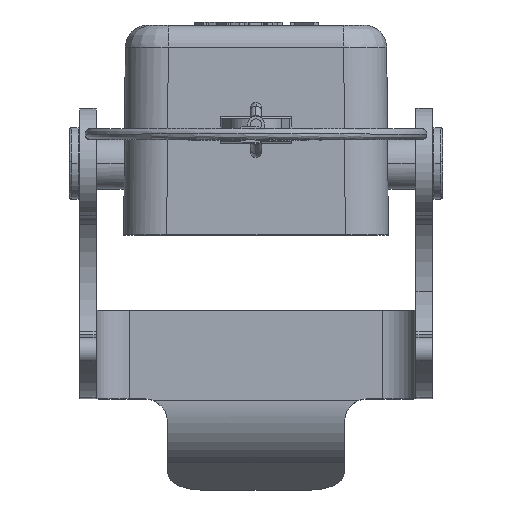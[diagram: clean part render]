
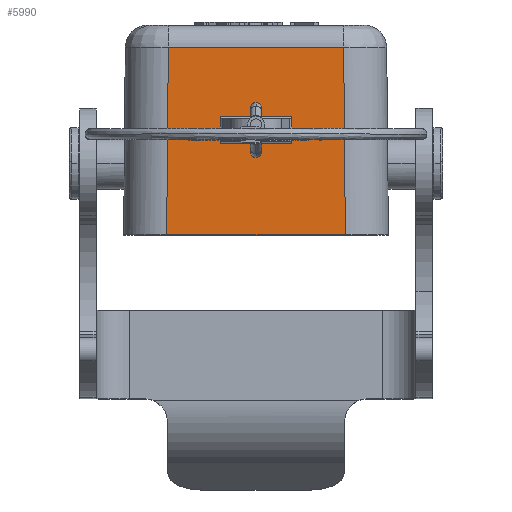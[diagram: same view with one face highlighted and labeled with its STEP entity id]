
A CAD part, top view. The second image highlights one B-rep face of the part: STEP entity #5990.
In plain terms, the highlighted planar face has unit normal (0, 0.009, 1).
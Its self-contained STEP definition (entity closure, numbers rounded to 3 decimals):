
#1273=DIRECTION('',(-0.009,-1.,0.009));
#1274=VECTOR('',#1273,17.019);
#1275=CARTESIAN_POINT('',(-7.952,17.017,11.851));
#1276=LINE('',#1275,#1274);
#1277=DIRECTION('',(-0.009,1.,-0.009));
#1278=VECTOR('',#1277,17.019);
#1279=CARTESIAN_POINT('',(8.1,0.,
12.));
#1280=LINE('',#1279,#1278);
#1281=DIRECTION('',(-1.,0.,0.));
#1282=VECTOR('',#1281,6.506);
#1283=CARTESIAN_POINT('',(3.253,8.299,11.928));
#1284=LINE('',#1283,#1282);
#1285=CARTESIAN_POINT('',(-7.952,17.017,11.851));
#1402=DIRECTION('',(1.,0.,0.));
#1403=VECTOR('',#1402,15.903);
#1404=CARTESIAN_POINT('',(-7.952,17.017,11.851));
#1405=LINE('',#1404,#1403);
#2185=DIRECTION('',(-1.,0.,0.));
#2186=VECTOR('',#2185,16.2);
#2187=CARTESIAN_POINT('',(8.1,0.,
12.));
#2188=LINE('',#2187,#2186);
#2198=CARTESIAN_POINT('',(8.1,0.,
12.));
#2228=CARTESIAN_POINT('',(-8.1,0.,
12.));
#2728=DIRECTION('',(0.003,-1.,0.009));
#2729=VECTOR('',#2728,2.4);
#2730=CARTESIAN_POINT('',(-3.261,10.698,11.907));
#2731=LINE('',#2730,#2729);
#2741=DIRECTION('',(-1.,0.,0.));
#2742=VECTOR('',#2741,6.523);
#2743=CARTESIAN_POINT('',(3.261,10.698,11.907));
#2744=LINE('',#2743,#2742);
#3415=DIRECTION('',(0.003,1.,-0.009));
#3416=VECTOR('',#3415,2.4);
#3417=CARTESIAN_POINT('',(3.253,8.299,11.928));
#3418=LINE('',#3417,#3416);
#3836=CARTESIAN_POINT('',(3.253,8.299,11.928));
#3837=CARTESIAN_POINT('',(3.261,10.698,11.907));
#3838=VERTEX_POINT('',#3836);
#3839=VERTEX_POINT('',#3837);
#3840=CARTESIAN_POINT('',(-3.261,10.698,11.907));
#3841=VERTEX_POINT('',#3840);
#3855=VERTEX_POINT('',#2198);
#3862=VERTEX_POINT('',#1285);
#3864=CARTESIAN_POINT('',(7.952,17.017,11.851));
#3865=VERTEX_POINT('',#3864);
#3880=CARTESIAN_POINT('',(-3.253,8.299,11.928));
#3881=VERTEX_POINT('',#3880);
#3882=VERTEX_POINT('',#2228);
#5966=CARTESIAN_POINT('',(-13.467,0.,12.));
#5967=DIRECTION('',(0.,0.009,1.));
#5968=DIRECTION('',(0.,-1.,0.009));
#5969=AXIS2_PLACEMENT_3D('',#5966,#5967,#5968);
#5970=PLANE('',#5969);
#5972=ORIENTED_EDGE('',*,*,#5971,.F.);
#5974=ORIENTED_EDGE('',*,*,#5973,.T.);
#5975=ORIENTED_EDGE('',*,*,#5956,.F.);
#5977=ORIENTED_EDGE('',*,*,#5976,.T.);
#5978=EDGE_LOOP('',(#5972,#5974,#5975,#5977));
#5979=FACE_OUTER_BOUND('',#5978,.F.);
#5981=ORIENTED_EDGE('',*,*,#5980,.F.);
#5983=ORIENTED_EDGE('',*,*,#5982,.T.);
#5985=ORIENTED_EDGE('',*,*,#5984,.T.);
#5987=ORIENTED_EDGE('',*,*,#5986,.T.);
#5988=EDGE_LOOP('',(#5981,#5983,#5985,#5987));
#5989=FACE_BOUND('',#5988,.F.);
#5990=ADVANCED_FACE('',(#5979,#5989),#5970,.T.);
#5956=EDGE_CURVE('',#3855,#3865,#1280,.T.);
#5971=EDGE_CURVE('',#3862,#3882,#1276,.T.);
#5973=EDGE_CURVE('',#3862,#3865,#1405,.T.);
#5976=EDGE_CURVE('',#3855,#3882,#2188,.T.);
#5980=EDGE_CURVE('',#3838,#3881,#1284,.T.);
#5982=EDGE_CURVE('',#3838,#3839,#3418,.T.);
#5984=EDGE_CURVE('',#3839,#3841,#2744,.T.);
#5986=EDGE_CURVE('',#3841,#3881,#2731,.T.);
